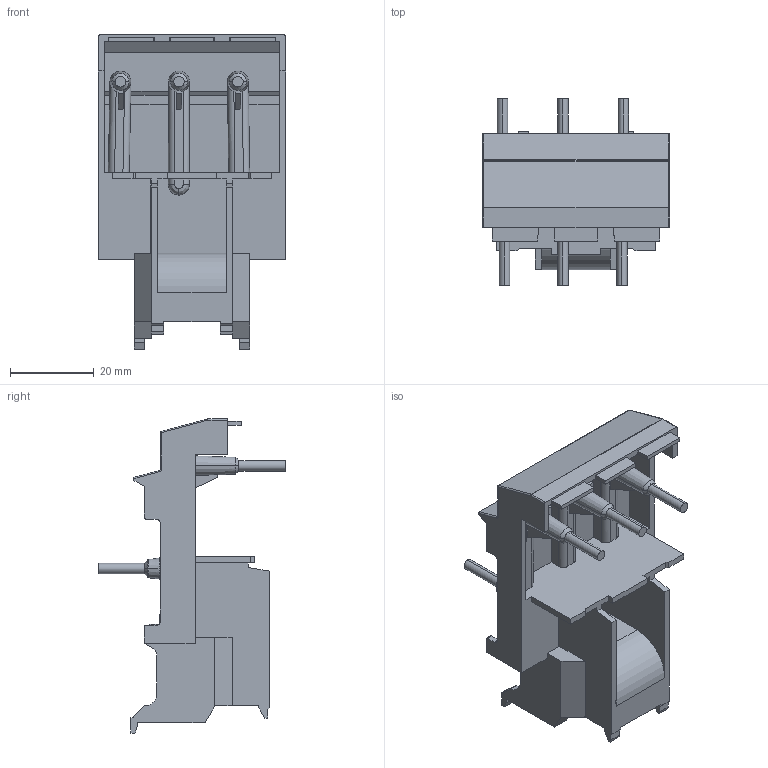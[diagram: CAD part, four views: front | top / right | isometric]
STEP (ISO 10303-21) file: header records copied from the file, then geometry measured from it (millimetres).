
FILE_DESCRIPTION (( 'STEP AP203' ), '1' );
FILE_NAME ('ECCMP-40B38DC.step', '2020-08-11T10:51:45', ( '' ), ( '' ), 'SwSTEP 2.0', 'SolidWorks 2019', '' );
FILE_SCHEMA (( 'CONFIG_CONTROL_DESIGN' ));
Length unit declared in the file: inch
Products named in the file (1): ECCMP-40B38DC
Bounding box: 44.65 x 44.5 x 74.9 mm (x, y, z)
Volume: 15469.6 mm3; surface area: 20774.4 mm2
Topology: 4 solids, 4 shells, 436 faces, 1202 edges, 767 vertices
Faces by surface type: plane 251, cylinder 87, bspline 62, cone 28, sphere 8
Entity records: 16001 total; most frequent: CARTESIAN_POINT 5208, ORIENTED_EDGE 2394, DIRECTION 2082, EDGE_CURVE 1197, LINE 780, VECTOR 780, VERTEX_POINT 767, AXIS2_PLACEMENT_3D 651
